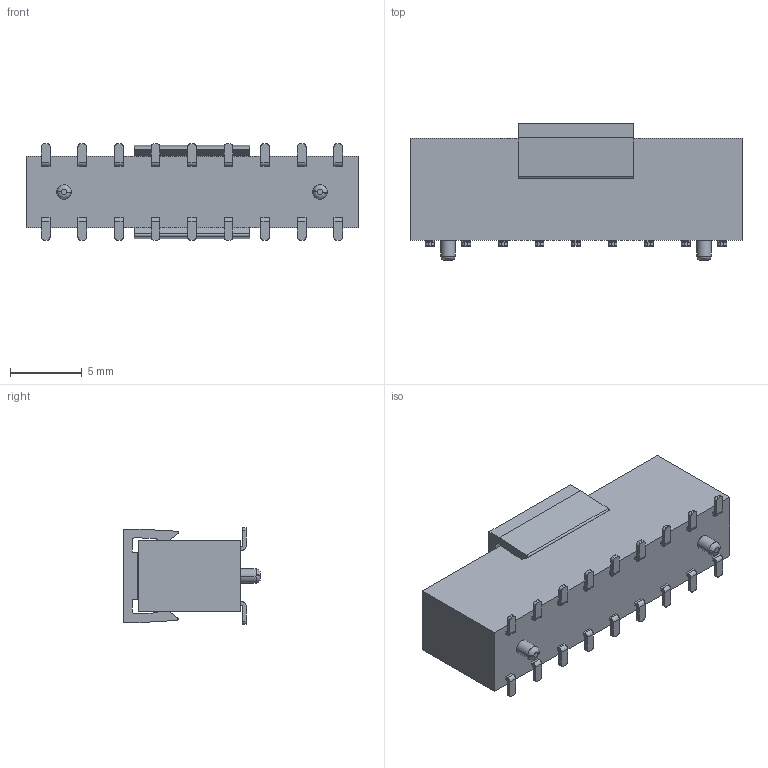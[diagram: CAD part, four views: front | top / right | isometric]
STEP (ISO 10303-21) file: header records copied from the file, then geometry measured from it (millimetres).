
FILE_DESCRIPTION( ('This file contains a STEP AP42 implementation' ,'as created by ZW3D STEP Interface translator.') ,'2;1' );
FILE_NAME( '2171-2XXMXXCUNX2.stp' ,'23 5 3. 92745', (''), ('ZWCAD Software Co.'), 'Version 1.0', 'ZW3D to STEP translator', '' );
FILE_SCHEMA(('AUTOMOTIVE_DESIGN { 1 0 10303 214 1 1 1 1 }'));
Length unit declared in the file: millimetre
Products named in the file (3): 0; 2171-220MXXCUNX2; 2171-212MG0CUNP2
Assembly tree (1 placements, depth 2):
  0
  2171-220MXXCUNX2
    2171-212MG0CUNP2
Bounding box: 23.06 x 9.5 x 6.7 mm (x, y, z)
Volume: 654.6 mm3; surface area: 2152.6 mm2
Topology: 2 solids, 2 shells, 1900 faces, 5448 edges, 3608 vertices
Faces by surface type: plane 1232, cylinder 440, bspline 228
Entity records: 84714 total; most frequent: CARTESIAN_POINT 43654, ORIENTED_EDGE 10896, EDGE_CURVE 5448, B_SPLINE_CURVE_WITH_KNOTS 4906, DIRECTION 3982, VERTEX_POINT 3608, EDGE_LOOP 1956, FACE_OUTER_BOUND 1900
